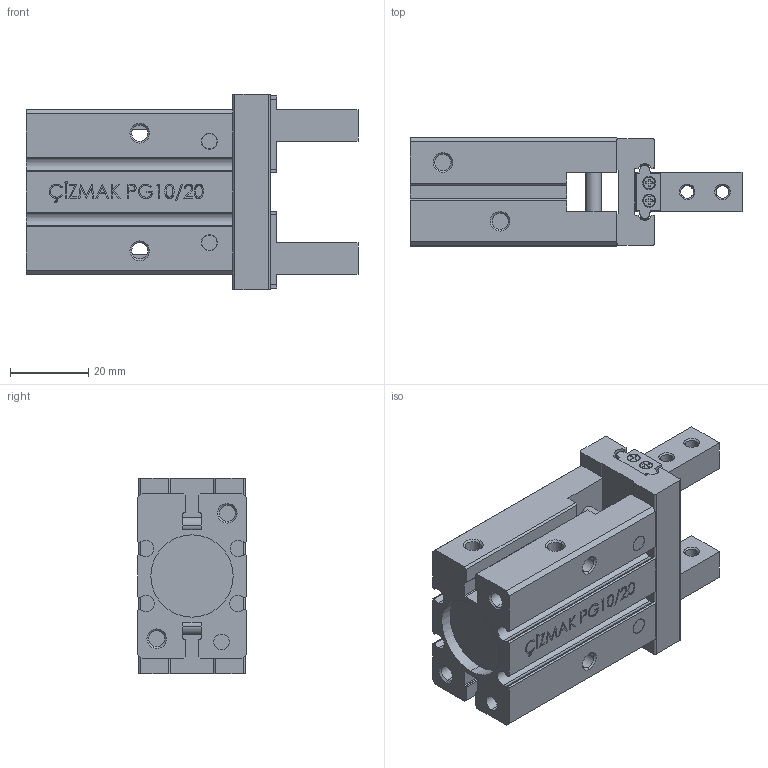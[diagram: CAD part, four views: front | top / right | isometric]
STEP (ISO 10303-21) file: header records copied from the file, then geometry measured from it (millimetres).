
FILE_DESCRIPTION (( 'STEP AP214' ), '1' );
FILE_NAME ('PGP-20-A.STEP', '2023-04-04T12:29:52', ( '' ), ( '' ), 'SwSTEP 2.0', 'SolidWorks 2015', '' );
FILE_SCHEMA (( 'AUTOMOTIVE_DESIGN' ));
Length unit declared in the file: millimetre
Products named in the file (3): PGP-20-A; PGP-20-A body; PGP-20-A finger
Assembly tree (3 placements, depth 2):
  PGP-20-A
    PGP-20-A body
    PGP-20-A finger  x2
Bounding box: 84.7 x 27.6 x 50 mm (x, y, z)
Volume: 62938 mm3; surface area: 21985.7 mm2
Topology: 3 solids, 3 shells, 645 faces, 1697 edges, 1106 vertices
Faces by surface type: plane 358, cylinder 154, cone 72, bspline 61
Entity records: 23383 total; most frequent: CARTESIAN_POINT 6825, ORIENTED_EDGE 2690, DIRECTION 2451, EDGE_CURVE 1345, LINE 907, VECTOR 907, VERTEX_POINT 874, AXIS2_PLACEMENT_3D 772
